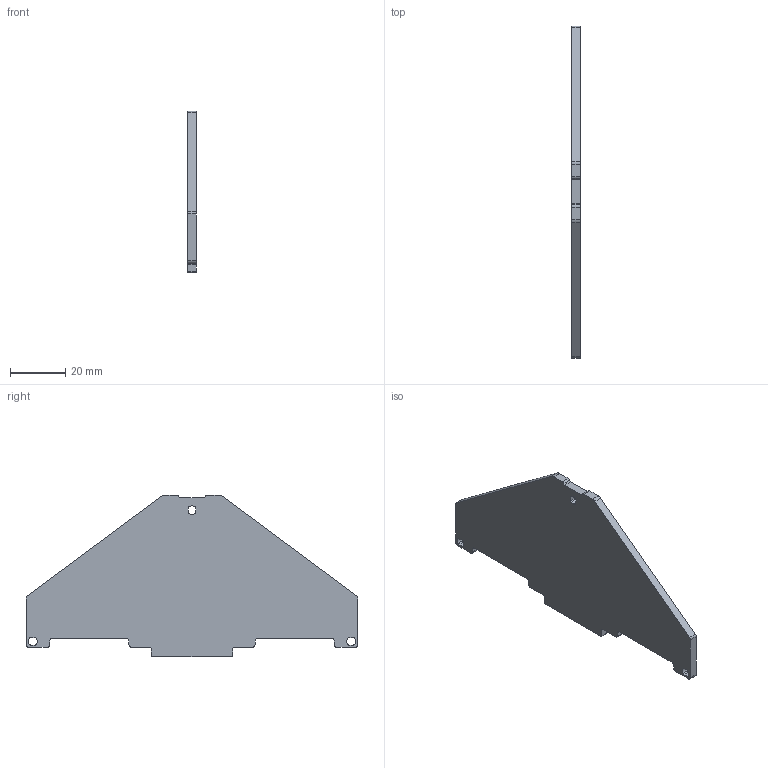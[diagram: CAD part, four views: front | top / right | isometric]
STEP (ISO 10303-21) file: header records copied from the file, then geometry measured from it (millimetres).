
FILE_DESCRIPTION(('CATIA V5 STEP Exchange','CAx-IF Rec.Pracs.--- Model Styling and Organization---1.4--- 2014-01-23'),'2;1');
FILE_NAME ('010079-2_0', '2021-03-09T08:04:36+00:00', ('none'), ('Weidmueller'), 'CATIA Version 5-6 Release 2016 SP3 HF44', 'CATIA V5 STEP AP214', 'none');
FILE_SCHEMA(('AUTOMOTIVE_DESIGN { 1 0 10303 214 1 1 1 1 }'));
Length unit declared in the file: millimetre
Products named in the file (1): 1268000000
Bounding box: 3 x 120 x 58.5 mm (x, y, z)
Volume: 14043.3 mm3; surface area: 10399.3 mm2
Topology: 1 solids, 1 shells, 70 faces, 208 edges, 140 vertices
Faces by surface type: cylinder 40, plane 30
Entity records: 2315 total; most frequent: ORIENTED_EDGE 416, CARTESIAN_POINT 413, DIRECTION 336, EDGE_CURVE 208, AXIS2_PLACEMENT_3D 145, VERTEX_POINT 140, VECTOR 128, LINE 128
